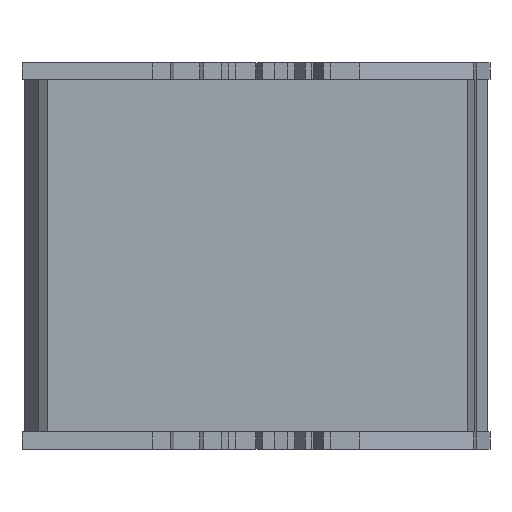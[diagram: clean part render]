
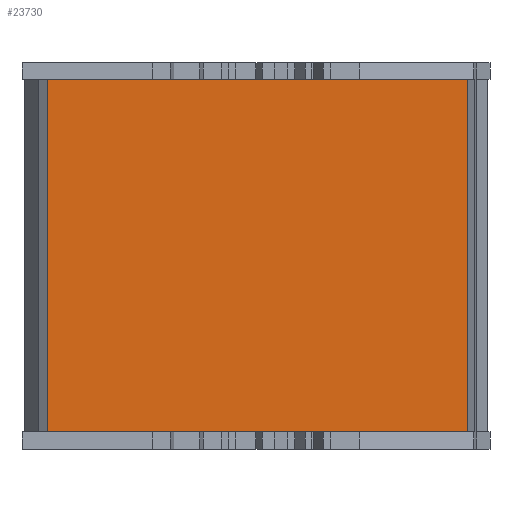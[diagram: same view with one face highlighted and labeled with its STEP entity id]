
A CAD part, front view. The second image highlights one B-rep face of the part: STEP entity #23730.
In plain terms, the highlighted planar face has unit normal (0, -1, 0).
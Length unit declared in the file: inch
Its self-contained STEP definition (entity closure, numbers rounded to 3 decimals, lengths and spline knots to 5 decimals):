
#388 = EDGE_CURVE ( 'NONE', #3964, #10967, #7273, .T. ) ;
#896 = ORIENTED_EDGE ( 'NONE', *, *, #5888, .T. ) ;
#918 = LINE ( 'NONE', #23103, #7084 ) ;
#1717 = CARTESIAN_POINT ( 'NONE',  ( -1.51201, 0.08149, -0.02472 ) ) ;
#2324 = CARTESIAN_POINT ( 'NONE',  ( 0., 0.08149, -0.02472 ) ) ;
#3845 = VECTOR ( 'NONE', #15889, 39.37008 ) ;
#3964 = VERTEX_POINT ( 'NONE', #8223 ) ;
#5888 = EDGE_CURVE ( 'NONE', #10967, #10350, #17126, .T. ) ;
#7084 = VECTOR ( 'NONE', #15407, 39.37008 ) ;
#7273 = LINE ( 'NONE', #14614, #23713 ) ;
#7799 = VERTEX_POINT ( 'NONE', #22039 ) ;
#8182 = PLANE ( 'NONE',  #11795 ) ;
#8223 = CARTESIAN_POINT ( 'NONE',  ( -1.51201, 0.08149, -0.02472 ) ) ;
#9424 = DIRECTION ( 'NONE',  ( 0., -1., 0. ) ) ;
#10350 = VERTEX_POINT ( 'NONE', #16346 ) ;
#10967 = VERTEX_POINT ( 'NONE', #17247 ) ;
#11795 = AXIS2_PLACEMENT_3D ( 'NONE', #2324, #9424, #16928 ) ;
#11902 = EDGE_LOOP ( 'NONE', ( #13192, #17554, #13334, #896 ) ) ;
#12456 = LINE ( 'NONE', #1717, #14138 ) ;
#12705 = DIRECTION ( 'NONE',  ( 0., 0., 1. ) ) ;
#12851 = EDGE_CURVE ( 'NONE', #7799, #10350, #918, .T. ) ;
#13192 = ORIENTED_EDGE ( 'NONE', *, *, #12851, .F. ) ;
#13334 = ORIENTED_EDGE ( 'NONE', *, *, #388, .T. ) ;
#14138 = VECTOR ( 'NONE', #12705, 39.37008 ) ;
#14614 = CARTESIAN_POINT ( 'NONE',  ( 0., 0.08149, -0.02472 ) ) ;
#15407 = DIRECTION ( 'NONE',  ( 1., 0., 0. ) ) ;
#15889 = DIRECTION ( 'NONE',  ( 0., 0., 1. ) ) ;
#16346 = CARTESIAN_POINT ( 'NONE',  ( 1.52707, 0.08149, 2.52528 ) ) ;
#16928 = DIRECTION ( 'NONE',  ( 1., 0., 0. ) ) ;
#17126 = LINE ( 'NONE', #22519, #3845 ) ;
#17247 = CARTESIAN_POINT ( 'NONE',  ( 1.52707, 0.08149, -0.02472 ) ) ;
#17554 = ORIENTED_EDGE ( 'NONE', *, *, #23658, .F. ) ;
#18459 = DIRECTION ( 'NONE',  ( 1., 0., 0. ) ) ;
#18582 = FACE_OUTER_BOUND ( 'NONE', #11902, .T. ) ;
#22039 = CARTESIAN_POINT ( 'NONE',  ( -1.51201, 0.08149, 2.52528 ) ) ;
#22519 = CARTESIAN_POINT ( 'NONE',  ( 1.52707, 0.08149, -0.02472 ) ) ;
#23103 = CARTESIAN_POINT ( 'NONE',  ( 0., 0.08149, 2.52528 ) ) ;
#23658 = EDGE_CURVE ( 'NONE', #3964, #7799, #12456, .T. ) ;
#23713 = VECTOR ( 'NONE', #18459, 39.37008 ) ;
#23730 = ADVANCED_FACE ( 'NONE', ( #18582 ), #8182, .T. ) ;
